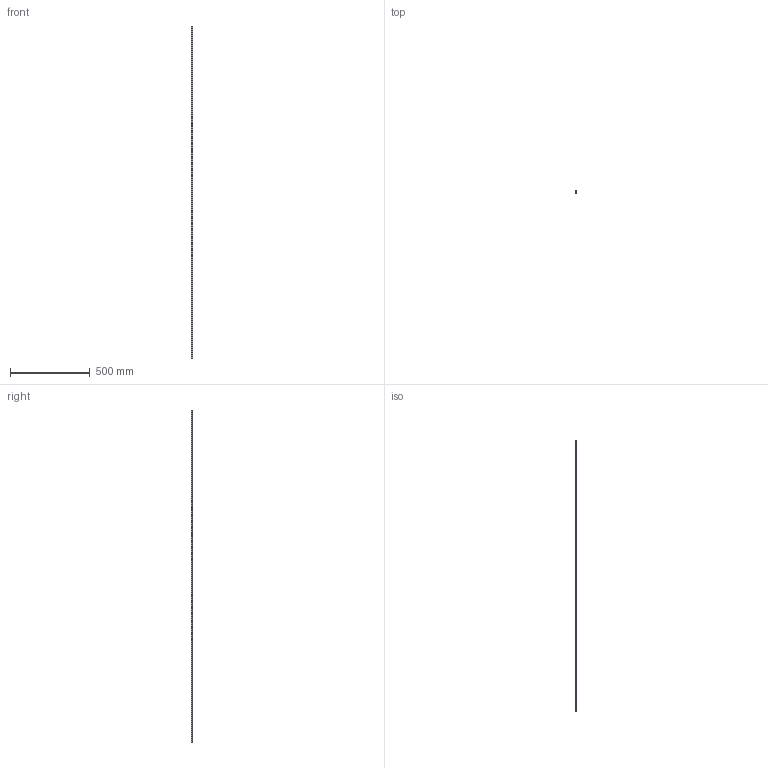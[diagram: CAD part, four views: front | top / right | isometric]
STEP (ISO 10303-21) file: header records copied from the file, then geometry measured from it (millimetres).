
FILE_DESCRIPTION(/* description */ (''),/* implementation_level */ '2;1');
FILE_NAME(/* name */ '21610.stp',/* time_stamp */ '2022-05-23T12:23:46+02:00',/* author */ ('DOMINIQUE'),/* organization */ (''),/* preprocessor_version */ 'ST-DEVELOPER v18.1',/* originating_system */ 'Autodesk Inventor 2021',/* authorisation */ '');
FILE_SCHEMA (('CONFIG_CONTROL_DESIGN'));
Length unit declared in the file: millimetre
Products named in the file (1): 21610
Bounding box: 6.5 x 11.99 x 2088 mm (x, y, z)
Volume: 66240.3 mm3; surface area: 105635.9 mm2
Topology: 1 solids, 1 shells, 32 faces, 90 edges, 60 vertices
Faces by surface type: plane 27, cylinder 5
Entity records: 1077 total; most frequent: CARTESIAN_POINT 183, ORIENTED_EDGE 180, DIRECTION 166, EDGE_CURVE 90, LINE 80, VECTOR 80, VERTEX_POINT 60, AXIS2_PLACEMENT_3D 43
